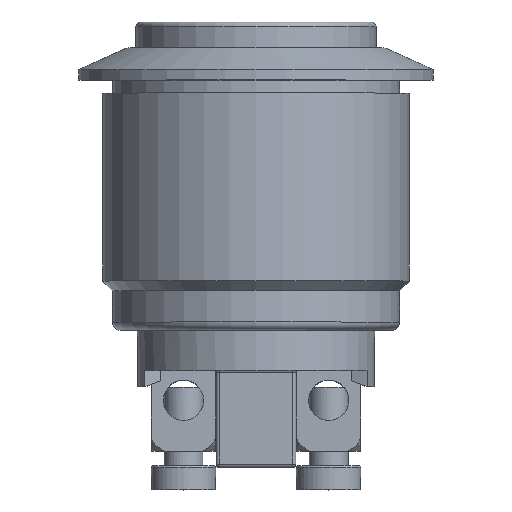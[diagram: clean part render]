
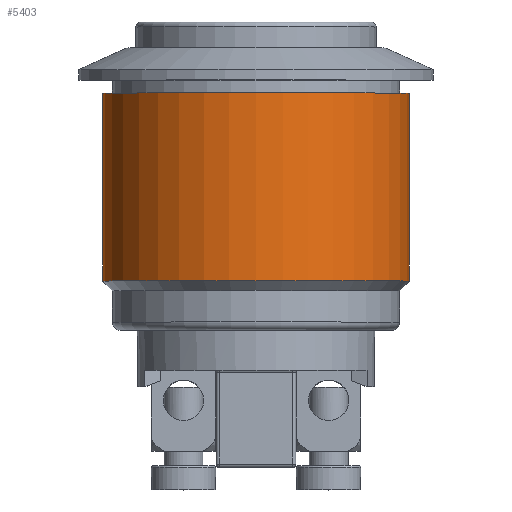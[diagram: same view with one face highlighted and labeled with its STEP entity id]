
A CAD part, top view. The second image highlights one B-rep face of the part: STEP entity #5403.
In plain terms, the highlighted cylindrical face has radius 9.5 mm (diameter 19 mm), a full revolution.
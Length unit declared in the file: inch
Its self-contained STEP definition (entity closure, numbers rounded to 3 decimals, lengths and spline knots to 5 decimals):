
#5349=CARTESIAN_POINT('',(0.37402,0.57874,0.));
#5350=VERTEX_POINT('',#5349);
#5351=CARTESIAN_POINT('',(0.0,0.57874,0.0));
#5352=DIRECTION('',(0.0,-1.0,0.0));
#5353=DIRECTION('',(1.0,0.0,0.0));
#5354=AXIS2_PLACEMENT_3D('',#5351,#5352,#5353);
#5355=CIRCLE('',#5354,0.37402);
#5356=EDGE_CURVE('',#5350,#5350,#5355,.T.);
#5369=CARTESIAN_POINT('',(0.37402,0.12008,0.));
#5370=VERTEX_POINT('',#5369);
#5371=CARTESIAN_POINT('',(0.0,0.12008,0.0));
#5372=DIRECTION('',(0.0,-1.0,0.0));
#5373=DIRECTION('',(-1.0,0.0,0.0));
#5374=AXIS2_PLACEMENT_3D('',#5371,#5372,#5373);
#5375=CIRCLE('',#5374,0.37402);
#5376=EDGE_CURVE('',#5370,#5370,#5375,.T.);
#5392=CARTESIAN_POINT('',(0.0,0.35335,0.0));
#5393=DIRECTION('',(0.0,-1.0,0.0));
#5394=DIRECTION('',(1.0,0.0,0.0));
#5395=AXIS2_PLACEMENT_3D('',#5392,#5393,#5394);
#5396=CYLINDRICAL_SURFACE('',#5395,0.37402);
#5397=ORIENTED_EDGE('',*,*,#5356,.T.);
#5398=EDGE_LOOP('',(#5397));
#5399=FACE_OUTER_BOUND('',#5398,.T.);
#5400=ORIENTED_EDGE('',*,*,#5376,.F.);
#5401=EDGE_LOOP('',(#5400));
#5402=FACE_BOUND('',#5401,.T.);
#5403=ADVANCED_FACE('',(#5399,#5402),#5396,.T.);
